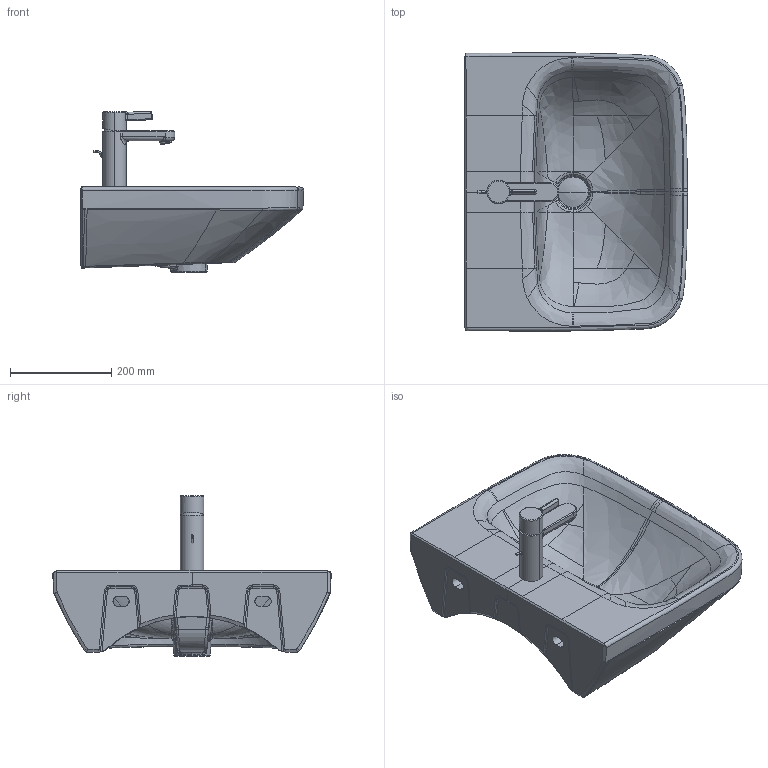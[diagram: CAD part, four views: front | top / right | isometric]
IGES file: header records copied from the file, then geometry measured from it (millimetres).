
Global section: file name: No Iges File Name specified; native system: Autodesk Inventor 2011; preprocessor: AutoDesk Inventor Iges Exporter R2011; author: Administrator; date: 20131010.091845; units: millimetre
Bounding box: 439.94 x 549.32 x 317.48 mm (x, y, z)
Volume: 13402059.2 mm3; surface area: 906839 mm2
Topology: 7 solids, 7 shells, 555 faces, 1419 edges, 873 vertices
Faces by surface type: bspline 305, plane 92, revolution 65, cylinder 62, torus 25, cone 4, sphere 2
